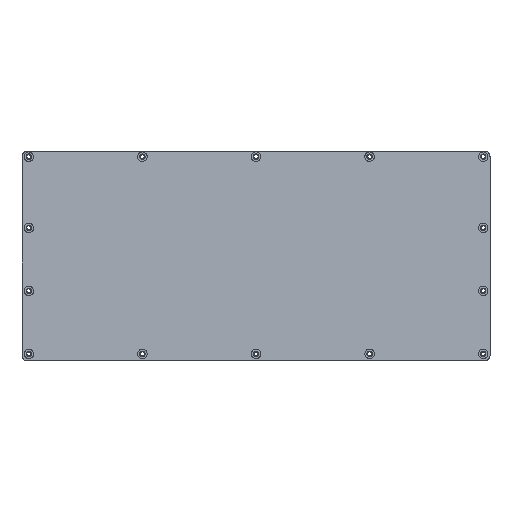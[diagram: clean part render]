
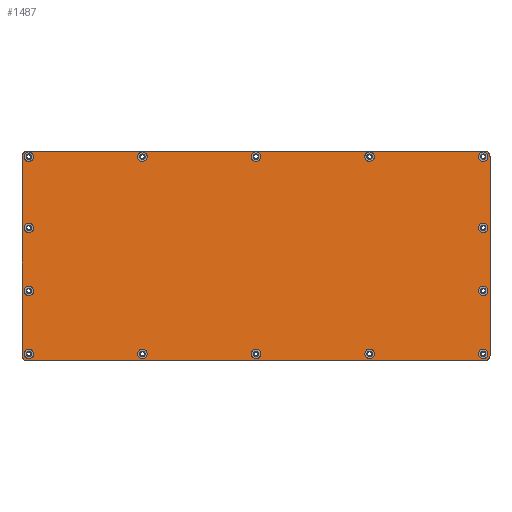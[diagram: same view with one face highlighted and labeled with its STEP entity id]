
A CAD part, top view. The second image highlights one B-rep face of the part: STEP entity #1487.
In plain terms, the highlighted planar face has unit normal (0, 0.087, 0.996).
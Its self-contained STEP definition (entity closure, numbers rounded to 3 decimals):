
#18=FACE_BOUND('',#252,.T.);
#19=FACE_BOUND('',#253,.T.);
#20=FACE_BOUND('',#254,.T.);
#21=FACE_BOUND('',#255,.T.);
#22=FACE_BOUND('',#256,.T.);
#23=FACE_BOUND('',#257,.T.);
#24=FACE_BOUND('',#258,.T.);
#25=FACE_BOUND('',#259,.T.);
#26=FACE_BOUND('',#260,.T.);
#27=FACE_BOUND('',#261,.T.);
#28=FACE_BOUND('',#262,.T.);
#29=FACE_BOUND('',#263,.T.);
#30=FACE_BOUND('',#264,.T.);
#31=FACE_BOUND('',#265,.T.);
#90=PLANE('',#1615);
#140=FACE_OUTER_BOUND('',#251,.T.);
#251=EDGE_LOOP('',(#1038,#1039,#1040,#1041,#1042,#1043,#1044,#1045));
#252=EDGE_LOOP('',(#1046));
#253=EDGE_LOOP('',(#1047));
#254=EDGE_LOOP('',(#1048));
#255=EDGE_LOOP('',(#1049));
#256=EDGE_LOOP('',(#1050));
#257=EDGE_LOOP('',(#1051));
#258=EDGE_LOOP('',(#1052));
#259=EDGE_LOOP('',(#1053));
#260=EDGE_LOOP('',(#1054));
#261=EDGE_LOOP('',(#1055));
#262=EDGE_LOOP('',(#1056));
#263=EDGE_LOOP('',(#1057));
#264=EDGE_LOOP('',(#1058));
#265=EDGE_LOOP('',(#1059));
#482=LINE('',#2401,#556);
#485=LINE('',#2407,#559);
#486=LINE('',#2411,#560);
#487=LINE('',#2415,#561);
#556=VECTOR('',#1857,10.);
#559=VECTOR('',#1862,10.);
#560=VECTOR('',#1865,10.);
#561=VECTOR('',#1868,10.);
#628=ELLIPSE('',#1612,4.015,4.);
#629=ELLIPSE('',#1616,4.015,4.);
#630=ELLIPSE('',#1617,4.015,4.);
#631=ELLIPSE('',#1618,4.015,4.);
#632=ELLIPSE('',#1619,3.513,3.5);
#633=ELLIPSE('',#1620,3.513,3.5);
#634=ELLIPSE('',#1621,3.513,3.5);
#635=ELLIPSE('',#1622,3.513,3.5);
#636=ELLIPSE('',#1623,3.513,3.5);
#637=ELLIPSE('',#1624,3.513,3.5);
#638=ELLIPSE('',#1625,3.513,3.5);
#639=ELLIPSE('',#1626,3.513,3.5);
#640=ELLIPSE('',#1627,3.513,3.5);
#641=ELLIPSE('',#1628,3.513,3.5);
#642=ELLIPSE('',#1629,3.513,3.5);
#643=ELLIPSE('',#1630,3.513,3.5);
#644=ELLIPSE('',#1631,3.513,3.5);
#645=ELLIPSE('',#1632,3.513,3.5);
#702=VERTEX_POINT('',#2391);
#703=VERTEX_POINT('',#2392);
#706=VERTEX_POINT('',#2400);
#708=VERTEX_POINT('',#2406);
#709=VERTEX_POINT('',#2408);
#710=VERTEX_POINT('',#2410);
#711=VERTEX_POINT('',#2412);
#712=VERTEX_POINT('',#2414);
#713=VERTEX_POINT('',#2417);
#714=VERTEX_POINT('',#2419);
#715=VERTEX_POINT('',#2421);
#716=VERTEX_POINT('',#2423);
#717=VERTEX_POINT('',#2425);
#718=VERTEX_POINT('',#2427);
#719=VERTEX_POINT('',#2429);
#720=VERTEX_POINT('',#2431);
#721=VERTEX_POINT('',#2433);
#722=VERTEX_POINT('',#2435);
#723=VERTEX_POINT('',#2437);
#724=VERTEX_POINT('',#2439);
#725=VERTEX_POINT('',#2441);
#726=VERTEX_POINT('',#2443);
#833=EDGE_CURVE('',#702,#703,#628,.T.);
#837=EDGE_CURVE('',#703,#706,#482,.T.);
#840=EDGE_CURVE('',#702,#708,#485,.T.);
#841=EDGE_CURVE('',#709,#708,#629,.T.);
#842=EDGE_CURVE('',#710,#709,#486,.T.);
#843=EDGE_CURVE('',#711,#710,#630,.T.);
#844=EDGE_CURVE('',#712,#711,#487,.T.);
#845=EDGE_CURVE('',#706,#712,#631,.T.);
#846=EDGE_CURVE('',#713,#713,#632,.T.);
#847=EDGE_CURVE('',#714,#714,#633,.T.);
#848=EDGE_CURVE('',#715,#715,#634,.T.);
#849=EDGE_CURVE('',#716,#716,#635,.T.);
#850=EDGE_CURVE('',#717,#717,#636,.T.);
#851=EDGE_CURVE('',#718,#718,#637,.T.);
#852=EDGE_CURVE('',#719,#719,#638,.T.);
#853=EDGE_CURVE('',#720,#720,#639,.T.);
#854=EDGE_CURVE('',#721,#721,#640,.T.);
#855=EDGE_CURVE('',#722,#722,#641,.T.);
#856=EDGE_CURVE('',#723,#723,#642,.T.);
#857=EDGE_CURVE('',#724,#724,#643,.T.);
#858=EDGE_CURVE('',#725,#725,#644,.T.);
#859=EDGE_CURVE('',#726,#726,#645,.T.);
#1038=ORIENTED_EDGE('',*,*,#833,.F.);
#1039=ORIENTED_EDGE('',*,*,#840,.T.);
#1040=ORIENTED_EDGE('',*,*,#841,.F.);
#1041=ORIENTED_EDGE('',*,*,#842,.F.);
#1042=ORIENTED_EDGE('',*,*,#843,.F.);
#1043=ORIENTED_EDGE('',*,*,#844,.F.);
#1044=ORIENTED_EDGE('',*,*,#845,.F.);
#1045=ORIENTED_EDGE('',*,*,#837,.F.);
#1046=ORIENTED_EDGE('',*,*,#846,.T.);
#1047=ORIENTED_EDGE('',*,*,#847,.T.);
#1048=ORIENTED_EDGE('',*,*,#848,.T.);
#1049=ORIENTED_EDGE('',*,*,#849,.T.);
#1050=ORIENTED_EDGE('',*,*,#850,.T.);
#1051=ORIENTED_EDGE('',*,*,#851,.T.);
#1052=ORIENTED_EDGE('',*,*,#852,.T.);
#1053=ORIENTED_EDGE('',*,*,#853,.T.);
#1054=ORIENTED_EDGE('',*,*,#854,.T.);
#1055=ORIENTED_EDGE('',*,*,#855,.T.);
#1056=ORIENTED_EDGE('',*,*,#856,.T.);
#1057=ORIENTED_EDGE('',*,*,#857,.T.);
#1058=ORIENTED_EDGE('',*,*,#858,.T.);
#1059=ORIENTED_EDGE('',*,*,#859,.T.);
#1487=ADVANCED_FACE('',(#140,#18,#19,#20,#21,#22,#23,#24,#25,#26,#27,#28,
#29,#30,#31),#90,.T.);
#1612=AXIS2_PLACEMENT_3D('',#2393,#1849,#1850);
#1615=AXIS2_PLACEMENT_3D('',#2405,#1860,#1861);
#1616=AXIS2_PLACEMENT_3D('',#2409,#1863,#1864);
#1617=AXIS2_PLACEMENT_3D('',#2413,#1866,#1867);
#1618=AXIS2_PLACEMENT_3D('',#2416,#1869,#1870);
#1619=AXIS2_PLACEMENT_3D('',#2418,#1871,#1872);
#1620=AXIS2_PLACEMENT_3D('',#2420,#1873,#1874);
#1621=AXIS2_PLACEMENT_3D('',#2422,#1875,#1876);
#1622=AXIS2_PLACEMENT_3D('',#2424,#1877,#1878);
#1623=AXIS2_PLACEMENT_3D('',#2426,#1879,#1880);
#1624=AXIS2_PLACEMENT_3D('',#2428,#1881,#1882);
#1625=AXIS2_PLACEMENT_3D('',#2430,#1883,#1884);
#1626=AXIS2_PLACEMENT_3D('',#2432,#1885,#1886);
#1627=AXIS2_PLACEMENT_3D('',#2434,#1887,#1888);
#1628=AXIS2_PLACEMENT_3D('',#2436,#1889,#1890);
#1629=AXIS2_PLACEMENT_3D('',#2438,#1891,#1892);
#1630=AXIS2_PLACEMENT_3D('',#2440,#1893,#1894);
#1631=AXIS2_PLACEMENT_3D('',#2442,#1895,#1896);
#1632=AXIS2_PLACEMENT_3D('',#2444,#1897,#1898);
#1849=DIRECTION('center_axis',(0.,-0.087,-0.996));
#1850=DIRECTION('ref_axis',(0.,-0.996,0.087));
#1857=DIRECTION('',(0.,0.996,-0.087));
#1860=DIRECTION('center_axis',(0.,0.087,0.996));
#1861=DIRECTION('ref_axis',(0.,-0.996,0.087));
#1862=DIRECTION('',(1.,0.,0.));
#1863=DIRECTION('center_axis',(0.,-0.087,-0.996));
#1864=DIRECTION('ref_axis',(0.,-0.996,0.087));
#1865=DIRECTION('',(0.,-0.996,0.087));
#1866=DIRECTION('center_axis',(0.,-0.087,-0.996));
#1867=DIRECTION('ref_axis',(0.,0.996,-0.087));
#1868=DIRECTION('',(1.,0.,0.));
#1869=DIRECTION('center_axis',(0.,-0.087,-0.996));
#1870=DIRECTION('ref_axis',(0.,0.996,-0.087));
#1871=DIRECTION('center_axis',(0.,-0.087,-0.996));
#1872=DIRECTION('ref_axis',(0.,0.996,-0.087));
#1873=DIRECTION('center_axis',(0.,-0.087,-0.996));
#1874=DIRECTION('ref_axis',(0.,0.996,-0.087));
#1875=DIRECTION('center_axis',(0.,-0.087,-0.996));
#1876=DIRECTION('ref_axis',(0.,0.996,-0.087));
#1877=DIRECTION('center_axis',(0.,-0.087,-0.996));
#1878=DIRECTION('ref_axis',(0.,0.996,-0.087));
#1879=DIRECTION('center_axis',(0.,-0.087,-0.996));
#1880=DIRECTION('ref_axis',(0.,0.996,-0.087));
#1881=DIRECTION('center_axis',(0.,-0.087,-0.996));
#1882=DIRECTION('ref_axis',(0.,0.996,-0.087));
#1883=DIRECTION('center_axis',(0.,-0.087,-0.996));
#1884=DIRECTION('ref_axis',(0.,0.996,-0.087));
#1885=DIRECTION('center_axis',(0.,-0.087,-0.996));
#1886=DIRECTION('ref_axis',(0.,0.996,-0.087));
#1887=DIRECTION('center_axis',(0.,-0.087,-0.996));
#1888=DIRECTION('ref_axis',(0.,0.996,-0.087));
#1889=DIRECTION('center_axis',(0.,-0.087,-0.996));
#1890=DIRECTION('ref_axis',(0.,0.996,-0.087));
#1891=DIRECTION('center_axis',(0.,-0.087,-0.996));
#1892=DIRECTION('ref_axis',(0.,0.996,-0.087));
#1893=DIRECTION('center_axis',(0.,-0.087,-0.996));
#1894=DIRECTION('ref_axis',(0.,0.996,-0.087));
#1895=DIRECTION('center_axis',(0.,-0.087,-0.996));
#1896=DIRECTION('ref_axis',(0.,0.996,-0.087));
#1897=DIRECTION('center_axis',(0.,-0.087,-0.996));
#1898=DIRECTION('ref_axis',(0.,0.996,-0.087));
#2391=CARTESIAN_POINT('',(-168.5,-74.713,21.52));
#2392=CARTESIAN_POINT('',(-172.5,-70.713,21.17));
#2393=CARTESIAN_POINT('Origin',(-168.5,-70.713,21.17));
#2400=CARTESIAN_POINT('',(-172.5,75.716,8.36));
#2401=CARTESIAN_POINT('',(-172.5,74.716,8.447));
#2405=CARTESIAN_POINT('Origin',(0.,74.716,8.447));
#2406=CARTESIAN_POINT('',(168.5,-74.713,21.52));
#2407=CARTESIAN_POINT('',(0.,-74.713,21.52));
#2408=CARTESIAN_POINT('',(172.5,-70.713,21.17));
#2409=CARTESIAN_POINT('Origin',(168.5,-70.713,21.17));
#2410=CARTESIAN_POINT('',(172.5,75.716,8.36));
#2411=CARTESIAN_POINT('',(172.5,37.434,11.709));
#2412=CARTESIAN_POINT('',(168.5,79.716,8.01));
#2413=CARTESIAN_POINT('Origin',(168.5,75.716,8.36));
#2414=CARTESIAN_POINT('',(-168.5,79.716,8.01));
#2415=CARTESIAN_POINT('',(-171.25,79.716,8.01));
#2416=CARTESIAN_POINT('Origin',(-168.5,75.716,8.36));
#2417=CARTESIAN_POINT('',(-171.,-69.713,21.083));
#2418=CARTESIAN_POINT('Origin',(-167.5,-69.713,21.083));
#2419=CARTESIAN_POINT('',(164.,-23.237,17.017));
#2420=CARTESIAN_POINT('Origin',(167.5,-23.237,17.017));
#2421=CARTESIAN_POINT('',(-171.,23.24,12.951));
#2422=CARTESIAN_POINT('Origin',(-167.5,23.24,12.951));
#2423=CARTESIAN_POINT('',(80.25,75.716,8.359));
#2424=CARTESIAN_POINT('Origin',(83.75,75.716,8.359));
#2425=CARTESIAN_POINT('',(-171.,-23.237,17.017));
#2426=CARTESIAN_POINT('Origin',(-167.5,-23.237,17.017));
#2427=CARTESIAN_POINT('',(-3.5,-69.713,21.083));
#2428=CARTESIAN_POINT('Origin',(0.,-69.713,21.083));
#2429=CARTESIAN_POINT('',(164.,23.24,12.951));
#2430=CARTESIAN_POINT('Origin',(167.5,23.24,12.951));
#2431=CARTESIAN_POINT('',(164.,-69.713,21.083));
#2432=CARTESIAN_POINT('Origin',(167.5,-69.713,21.083));
#2433=CARTESIAN_POINT('',(-171.,75.716,8.359));
#2434=CARTESIAN_POINT('Origin',(-167.5,75.716,8.359));
#2435=CARTESIAN_POINT('',(-3.5,75.716,8.359));
#2436=CARTESIAN_POINT('Origin',(0.,75.716,8.359));
#2437=CARTESIAN_POINT('',(-87.25,-69.713,21.083));
#2438=CARTESIAN_POINT('Origin',(-83.75,-69.713,21.083));
#2439=CARTESIAN_POINT('',(80.25,-69.713,21.083));
#2440=CARTESIAN_POINT('Origin',(83.75,-69.713,21.083));
#2441=CARTESIAN_POINT('',(-87.25,75.716,8.359));
#2442=CARTESIAN_POINT('Origin',(-83.75,75.716,8.359));
#2443=CARTESIAN_POINT('',(164.,75.716,8.359));
#2444=CARTESIAN_POINT('Origin',(167.5,75.716,8.359));
